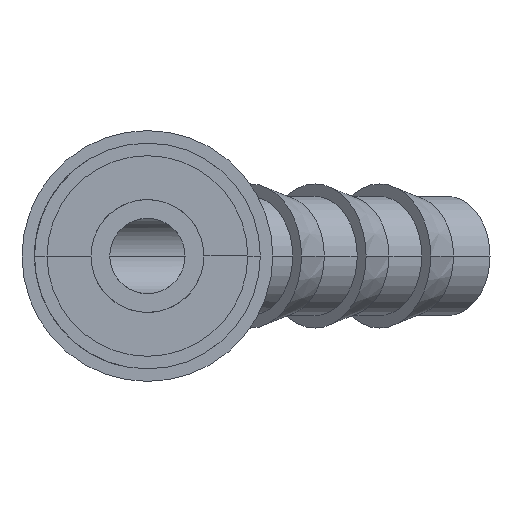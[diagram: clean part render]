
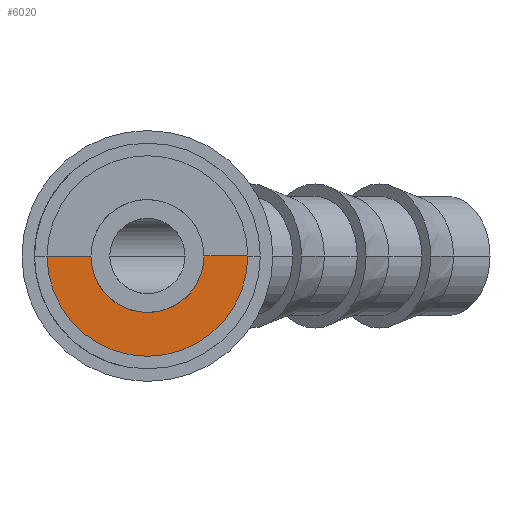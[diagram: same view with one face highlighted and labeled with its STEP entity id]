
A CAD part, left-side view. The second image highlights one B-rep face of the part: STEP entity #6020.
In plain terms, the highlighted conical face has half-angle 89.961 degrees and reference radius 8 mm.
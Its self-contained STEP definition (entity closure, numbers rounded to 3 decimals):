
#117 = DIRECTION ( 'NONE',  ( 1., 0.001, 0. ) ) ;
#253 = CARTESIAN_POINT ( 'NONE',  ( 0.004, -1.178, -4.383 ) ) ;
#286 = EDGE_CURVE ( 'NONE', #7978, #2758, #1337, .T. ) ;
#504 = VERTEX_POINT ( 'NONE', #1739 ) ;
#579 = LINE ( 'NONE', #6207, #4317 ) ;
#655 = CARTESIAN_POINT ( 'NONE',  ( 0.002, 0., -4.5 ) ) ;
#665 = ORIENTED_EDGE ( 'NONE', *, *, #1307, .T. ) ;
#874 = CARTESIAN_POINT ( 'NONE',  ( 0.006, -3.598, -2.765 ) ) ;
#911 = CARTESIAN_POINT ( 'NONE',  ( 0.002, 0., -4.5 ) ) ;
#929 = CARTESIAN_POINT ( 'NONE',  ( 0.002, 1.178, -4.383 ) ) ;
#1051 = CARTESIAN_POINT ( 'NONE',  ( 0.011, -8., 0. ) ) ;
#1133 = CARTESIAN_POINT ( 'NONE',  ( 0.011, -8., 0. ) ) ;
#1307 = EDGE_CURVE ( 'NONE', #504, #7978, #2027, .T. ) ;
#1337 = B_SPLINE_CURVE_WITH_KNOTS ( 'NONE', 3,
 ( #655, #4444, #929, #1920, #4979, #3407, #6481, #1547, #1510, #3365 ),
 .UNSPECIFIED., .F., .F.,
 ( 4, 2, 2, 2, 4 ),
 ( 0.75, 0.812, 0.875, 0.937, 1. ),
 .UNSPECIFIED. ) ;
#1406 = CARTESIAN_POINT ( 'NONE',  ( 0.002, 0., -4.5 ) ) ;
#1429 = CARTESIAN_POINT ( 'NONE',  ( 0., 8., 0. ) ) ;
#1451 = CIRCLE ( 'NONE', #1708, 8. ) ;
#1482 = CARTESIAN_POINT ( 'NONE',  ( 0.005, 0., 0. ) ) ;
#1510 = CARTESIAN_POINT ( 'NONE',  ( 0., 4.5, -0.589 ) ) ;
#1530 = CARTESIAN_POINT ( 'NONE',  ( 0.006, -4.5, -0.589 ) ) ;
#1547 = CARTESIAN_POINT ( 'NONE',  ( 0., 4.383, -1.178 ) ) ;
#1574 = EDGE_LOOP ( 'NONE', ( #4121, #665, #7791, #4140, #6765 ) ) ;
#1708 = AXIS2_PLACEMENT_3D ( 'NONE', #1482, #2126, #7068 ) ;
#1739 = CARTESIAN_POINT ( 'NONE',  ( 0.006, -4.5, 0. ) ) ;
#1920 = CARTESIAN_POINT ( 'NONE',  ( 0.002, 2.266, -3.932 ) ) ;
#2027 = B_SPLINE_CURVE_WITH_KNOTS ( 'NONE', 3,
 ( #4543, #1530, #7735, #2699, #874, #4660, #5318, #253, #4002, #911 ),
 .UNSPECIFIED., .F., .F.,
 ( 4, 2, 2, 2, 4 ),
 ( 0.5, 0.562, 0.625, 0.687, 0.75 ),
 .UNSPECIFIED. ) ;
#2064 = EDGE_CURVE ( 'NONE', #2758, #3754, #579, .T. ) ;
#2110 = CARTESIAN_POINT ( 'NONE',  ( 0., 4.5, 0. ) ) ;
#2112 = VECTOR ( 'NONE', #7954, 1000. ) ;
#2126 = DIRECTION ( 'NONE',  ( -1., -0.001, 0. ) ) ;
#2699 = CARTESIAN_POINT ( 'NONE',  ( 0.006, -3.932, -2.266 ) ) ;
#2758 = VERTEX_POINT ( 'NONE', #2110 ) ;
#2919 = LINE ( 'NONE', #1051, #2112 ) ;
#3026 = EDGE_CURVE ( 'NONE', #504, #5317, #2919, .T. ) ;
#3365 = CARTESIAN_POINT ( 'NONE',  ( 0., 4.5, 0. ) ) ;
#3407 = CARTESIAN_POINT ( 'NONE',  ( 0.001, 3.599, -2.765 ) ) ;
#3647 = AXIS2_PLACEMENT_3D ( 'NONE', #7605, #117, #5225 ) ;
#3754 = VERTEX_POINT ( 'NONE', #1429 ) ;
#3953 = FACE_OUTER_BOUND ( 'NONE', #1574, .T. ) ;
#4002 = CARTESIAN_POINT ( 'NONE',  ( 0.003, -0.589, -4.5 ) ) ;
#4121 = ORIENTED_EDGE ( 'NONE', *, *, #3026, .F. ) ;
#4140 = ORIENTED_EDGE ( 'NONE', *, *, #2064, .T. ) ;
#4317 = VECTOR ( 'NONE', #7972, 1000. ) ;
#4444 = CARTESIAN_POINT ( 'NONE',  ( 0.003, 0.589, -4.5 ) ) ;
#4543 = CARTESIAN_POINT ( 'NONE',  ( 0.006, -4.5, 0. ) ) ;
#4660 = CARTESIAN_POINT ( 'NONE',  ( 0.005, -2.765, -3.598 ) ) ;
#4979 = CARTESIAN_POINT ( 'NONE',  ( 0.001, 2.765, -3.599 ) ) ;
#5225 = DIRECTION ( 'NONE',  ( -0.001, 1., 0. ) ) ;
#5317 = VERTEX_POINT ( 'NONE', #1133 ) ;
#5318 = CARTESIAN_POINT ( 'NONE',  ( 0.005, -2.266, -3.932 ) ) ;
#6020 = ADVANCED_FACE ( 'NONE', ( #3953 ), #6530, .T. ) ;
#6173 = EDGE_CURVE ( 'NONE', #3754, #5317, #1451, .T. ) ;
#6207 = CARTESIAN_POINT ( 'NONE',  ( 0., 8., 0. ) ) ;
#6481 = CARTESIAN_POINT ( 'NONE',  ( 0., 3.932, -2.266 ) ) ;
#6530 = CONICAL_SURFACE ( 'NONE', #3647, 8., 1.57 ) ;
#6765 = ORIENTED_EDGE ( 'NONE', *, *, #6173, .T. ) ;
#7068 = DIRECTION ( 'NONE',  ( 0.001, -1., 0. ) ) ;
#7605 = CARTESIAN_POINT ( 'NONE',  ( 0.005, 0., 0. ) ) ;
#7735 = CARTESIAN_POINT ( 'NONE',  ( 0.006, -4.383, -1.178 ) ) ;
#7791 = ORIENTED_EDGE ( 'NONE', *, *, #286, .T. ) ;
#7954 = DIRECTION ( 'NONE',  ( 0.001, -1., 0. ) ) ;
#7972 = DIRECTION ( 'NONE',  ( 0., 1., 0. ) ) ;
#7978 = VERTEX_POINT ( 'NONE', #1406 ) ;
